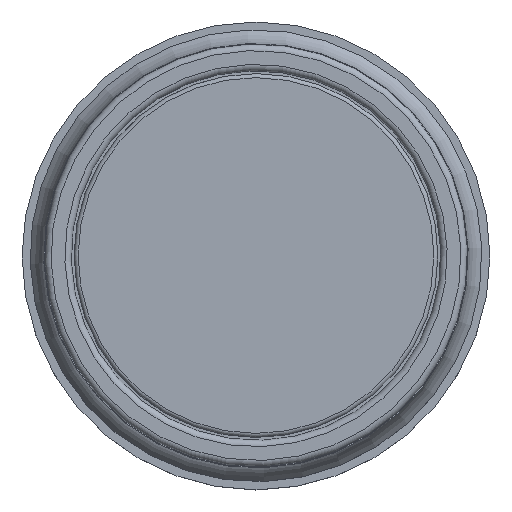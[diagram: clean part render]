
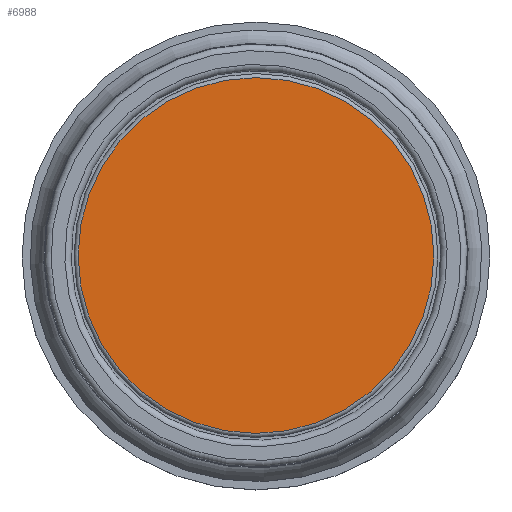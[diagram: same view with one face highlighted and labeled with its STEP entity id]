
A CAD part, top view. The second image highlights one B-rep face of the part: STEP entity #6988.
In plain terms, the highlighted planar face has unit normal (0, 0, 1).
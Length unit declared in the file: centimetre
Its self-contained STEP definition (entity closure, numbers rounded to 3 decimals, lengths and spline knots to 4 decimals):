
#346=CIRCLE('',#7550,1.1025);
#1386=PLANE('',#7549);
#1691=FACE_OUTER_BOUND('',#2059,.T.);
#2059=EDGE_LOOP('',(#5722));
#3049=VERTEX_POINT('',#20694);
#3988=EDGE_CURVE('',#3049,#3049,#346,.T.);
#5722=ORIENTED_EDGE('',*,*,#3988,.F.);
#6988=ADVANCED_FACE('',(#1691),#1386,.T.);
#7549=AXIS2_PLACEMENT_3D('',#20693,#8872,#8873);
#7550=AXIS2_PLACEMENT_3D('',#20695,#8874,#8875);
#8872=DIRECTION('center_axis',(0.,0.,
1.));
#8873=DIRECTION('ref_axis',(0.498,-0.867,0.));
#8874=DIRECTION('center_axis',(0.,0.,
-1.));
#8875=DIRECTION('ref_axis',(0.867,0.498,0.));
#20693=CARTESIAN_POINT('Origin',(0.478,0.2746,3.154));
#20694=CARTESIAN_POINT('',(0.5492,-0.956,3.154));
#20695=CARTESIAN_POINT('Origin',(0.,0.,
3.154));
